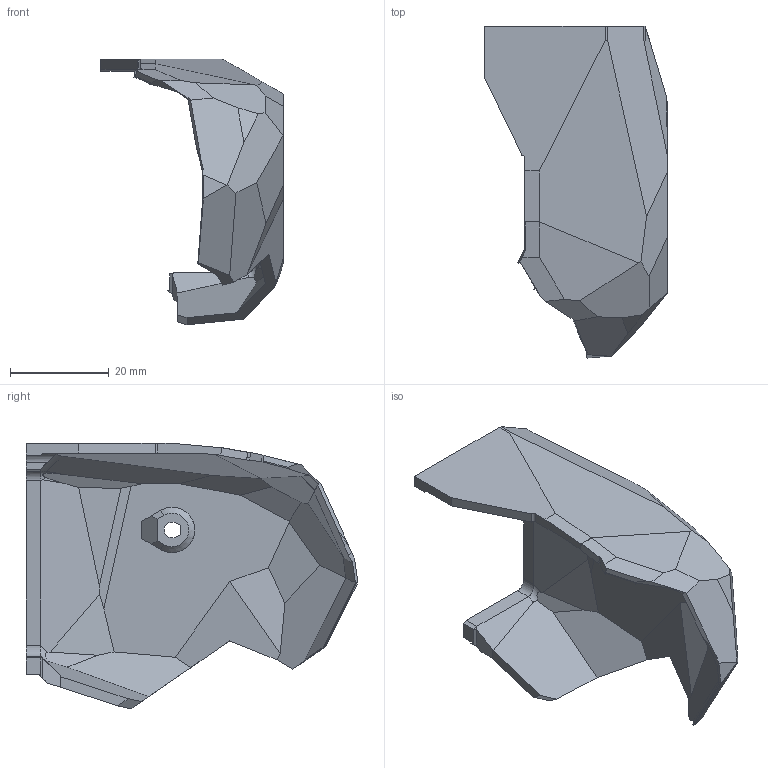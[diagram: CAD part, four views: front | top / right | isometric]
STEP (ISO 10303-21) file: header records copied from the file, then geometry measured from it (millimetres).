
FILE_DESCRIPTION(/* description */ ('STEP AP242','CAx-IF Rec.Pracs.---Representation and Presentation of Product Manufacturing Information (PMI)---4.0---2014-10-13','CAx-IF Rec.Pracs.---3D Tessellated Geometry---0.4---2014-09-14','2;1'),/* implementation_level */ '2;1');
FILE_NAME(/* name */ '629c02644cb7ac6f07722867',/* time_stamp */ '2022-06-05T01:09:56+00:00',/* author */ (''),/* organization */ (''),/* preprocessor_version */ 'ST-DEVELOPER v18.102',/* originating_system */ ' ',/* authorisation */ ' ');
FILE_SCHEMA (('AP242_MANAGED_MODEL_BASED_3D_ENGINEERING_MIM_LF { 1 0 10303 442 1 1 4 }'));
Length unit declared in the file: metre
Products named in the file (1): SBCW1 PCB
Bounding box: 37 x 67.36 x 53.91 mm (x, y, z)
Volume: 9852.5 mm3; surface area: 10622 mm2
Topology: 1 solids, 2 shells, 236 faces, 621 edges, 394 vertices
Faces by surface type: plane 216, cylinder 12, bspline 5, cone 3
Full cylindrical faces by diameter (mm): 6 x1
Entity records: 7200 total; most frequent: CARTESIAN_POINT 1441, ORIENTED_EDGE 1236, DIRECTION 1085, EDGE_CURVE 618, LINE 553, VECTOR 553, VERTEX_POINT 393, AXIS2_PLACEMENT_3D 266
